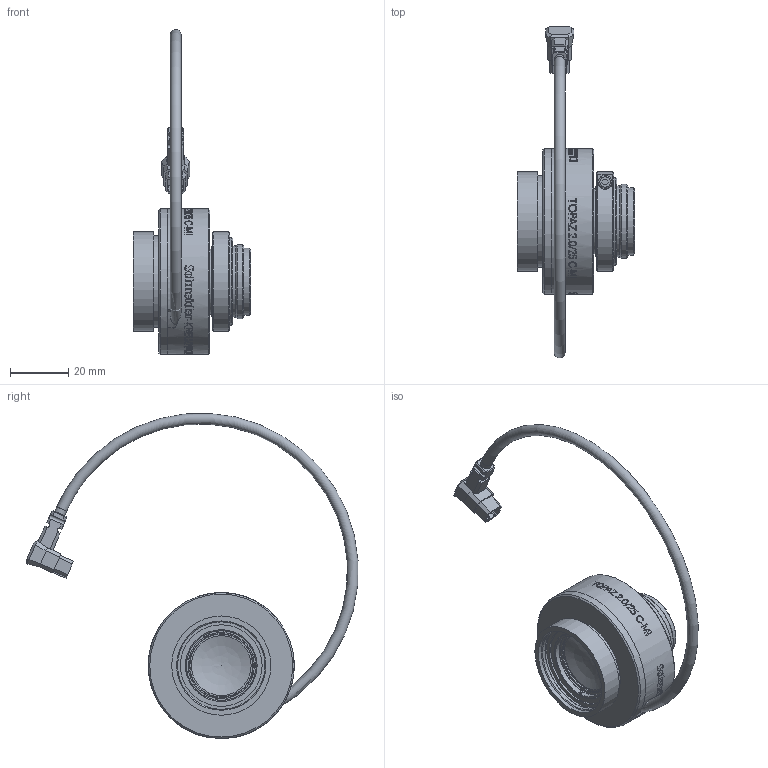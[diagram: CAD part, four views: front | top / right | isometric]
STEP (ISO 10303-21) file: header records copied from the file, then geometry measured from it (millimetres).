
FILE_DESCRIPTION(/* description */ (''),/* implementation_level */ '2;1');
FILE_NAME(/* name */ '1088585_00160058_002.stp',/* time_stamp */ '2021-09-16T12:26:10+02:00',/* author */ (''),/* organization */ (''),/* preprocessor_version */ 'ST-DEVELOPER v16',/* originating_system */ 'SIEMENS PLM Software NX 10.0',/* authorisation */ '');
FILE_SCHEMA (('AP203_CONFIGURATION_CONTROLLED_3D_DESIGN_OF_MECHANICAL_PARTS_AND_ASSEMBLIES_MIM_LF { 1 0 10303 403 2 1 2}'));
Length unit declared in the file: millimetre
Products named in the file (1): Froe6468FFCCikol
Bounding box: 40.18 x 113.77 x 111.4 mm (x, y, z)
Volume: 48579.1 mm3; surface area: 18476.7 mm2
Topology: 1 solids, 5 shells, 559 faces, 1811 edges, 1408 vertices
Faces by surface type: plane 291, cylinder 203, cone 47, torus 12, sphere 4, revolution 2
Full cylindrical faces by diameter (mm): 0.5 x4, 2.5 x2, 2.7 x3, 2.8 x1, 3 x3, 3.7 x1, 4 x1, 4.5 x1, 14.5 x1, 15 x1, 16 x1, 16.5 x1, 16.8 x1, 16.89 x1, 19.8 x1, 20 x1, 21.5 x1, 22.3 x1, 22.7 x1, 23 x1, 23.5 x1, 23.8 x1, 23.89 x1, 23.942 x1, 24 x1, 24.4 x1, 24.6 x1, 25.4 x1, 28 x1, 29.96 x1
Entity records: 21914 total; most frequent: CARTESIAN_POINT 7052, ORIENTED_EDGE 3359, DIRECTION 2389, EDGE_CURVE 1682, VERTEX_POINT 1368, AXIS2_PLACEMENT_3D 861, EDGE_LOOP 812, B_SPLINE_CURVE_WITH_KNOTS 716
